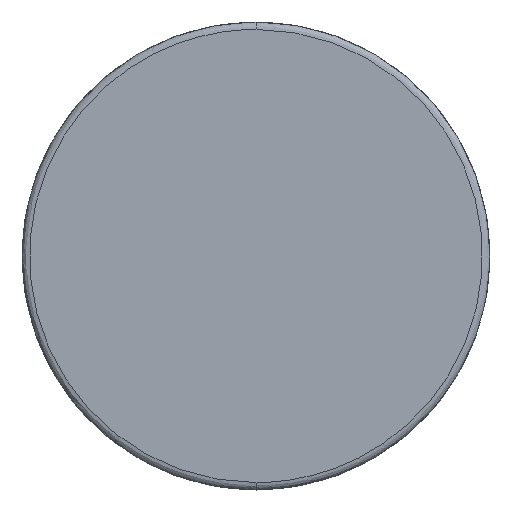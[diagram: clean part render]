
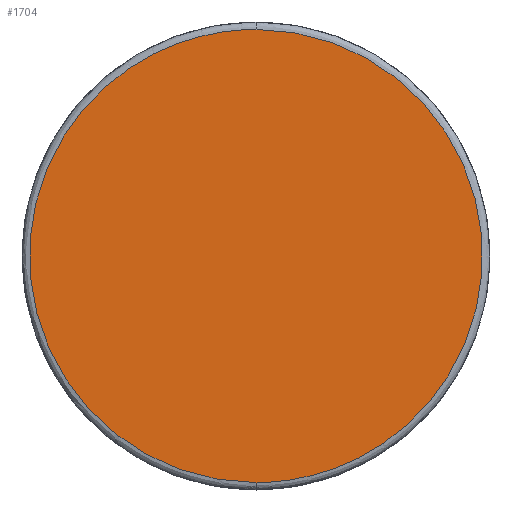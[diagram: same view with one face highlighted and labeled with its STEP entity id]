
A CAD part, left-side view. The second image highlights one B-rep face of the part: STEP entity #1704.
In plain terms, the highlighted planar face has unit normal (-1, 0, 0).
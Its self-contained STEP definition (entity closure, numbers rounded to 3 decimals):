
#209 = CARTESIAN_POINT ( 'NONE',  ( -354.4, 0., -182. ) ) ;
#384 = CARTESIAN_POINT ( 'NONE',  ( -354.4, 0., -182. ) ) ;
#544 =( BOUNDED_CURVE ( )  B_SPLINE_CURVE ( 3, ( #3705, #1045, #2040, #2074 ),
 .UNSPECIFIED., .F., .F. ) 
 B_SPLINE_CURVE_WITH_KNOTS ( ( 4, 4 ),
 ( 0., 1. ),
 .UNSPECIFIED. ) 
 CURVE ( )  GEOMETRIC_REPRESENTATION_ITEM ( )  RATIONAL_B_SPLINE_CURVE ( ( 0.957, 0.319, 0.319, 0.957 ) ) 
 REPRESENTATION_ITEM ( '' )  );
#575 = CARTESIAN_POINT ( 'NONE',  ( -354.4, -184.184, 184.184 ) ) ;
#606 = VERTEX_POINT ( 'NONE', #3210 ) ;
#772 = FACE_OUTER_BOUND ( 'NONE', #1790, .T. ) ;
#1045 = CARTESIAN_POINT ( 'NONE',  ( -354.4, -364., 182. ) ) ;
#1145 = AXIS2_PLACEMENT_3D ( 'NONE', #575, #3182, #2219 ) ;
#1381 = EDGE_CURVE ( 'NONE', #2139, #606, #2547, .T. ) ;
#1704 = ADVANCED_FACE ( 'NONE', ( #772 ), #4162, .F. ) ;
#1790 = EDGE_LOOP ( 'NONE', ( #3090, #2594 ) ) ;
#1974 = EDGE_CURVE ( 'NONE', #606, #2139, #544, .T. ) ;
#2040 = CARTESIAN_POINT ( 'NONE',  ( -354.4, -364., -182. ) ) ;
#2074 = CARTESIAN_POINT ( 'NONE',  ( -354.4, 0., -182. ) ) ;
#2139 = VERTEX_POINT ( 'NONE', #209 ) ;
#2219 = DIRECTION ( 'NONE',  ( 0., 0., -1. ) ) ;
#2396 = CARTESIAN_POINT ( 'NONE',  ( -354.4, 0., 182. ) ) ;
#2547 =( BOUNDED_CURVE ( )  B_SPLINE_CURVE ( 3, ( #384, #2646, #3393, #2396 ),
 .UNSPECIFIED., .F., .T. ) 
 B_SPLINE_CURVE_WITH_KNOTS ( ( 4, 4 ),
 ( 0., 1. ),
 .UNSPECIFIED. ) 
 CURVE ( )  GEOMETRIC_REPRESENTATION_ITEM ( )  RATIONAL_B_SPLINE_CURVE ( ( 0.957, 0.319, 0.319, 0.957 ) ) 
 REPRESENTATION_ITEM ( '' )  );
#2594 = ORIENTED_EDGE ( 'NONE', *, *, #1974, .F. ) ;
#2646 = CARTESIAN_POINT ( 'NONE',  ( -354.4, 364., -182. ) ) ;
#3090 = ORIENTED_EDGE ( 'NONE', *, *, #1381, .F. ) ;
#3182 = DIRECTION ( 'NONE',  ( 1., 0., 0. ) ) ;
#3210 = CARTESIAN_POINT ( 'NONE',  ( -354.4, 0., 182. ) ) ;
#3393 = CARTESIAN_POINT ( 'NONE',  ( -354.4, 364., 182. ) ) ;
#3705 = CARTESIAN_POINT ( 'NONE',  ( -354.4, 0., 182. ) ) ;
#4162 = PLANE ( 'NONE',  #1145 ) ;
